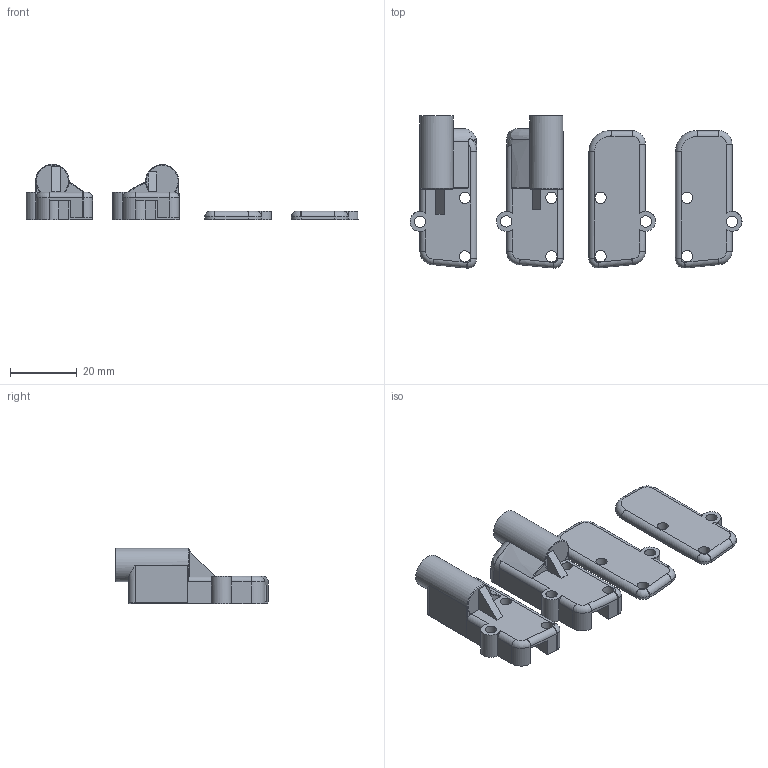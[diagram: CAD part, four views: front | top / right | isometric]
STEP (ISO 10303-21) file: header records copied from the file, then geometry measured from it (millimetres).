
FILE_DESCRIPTION(('HOOPS Exchange Step'),'2;1');
FILE_NAME('temp_export','2024-04-07T13:26:45+02:00',('mobile'),('Shapr3D Limited'),'HOOPS Exchange 2023.2','Shapr3D','Authorized');
FILE_SCHEMA( ('AUTOMOTIVE_DESIGN { 1 0 10303 214 1 1 1 1 }') );
Length unit declared in the file: millimetre
Products named in the file (1): root
Bounding box: 99.77 x 45.74 x 16.62 mm (x, y, z)
Volume: 12455.6 mm3; surface area: 10521.7 mm2
Topology: 4 solids, 4 shells, 194 faces, 527 edges, 342 vertices
Faces by surface type: plane 81, cylinder 71, torus 23, bspline 18, cone 1
Full cylindrical faces by diameter (mm): 3.4 x12, 6.2 x2, 10 x1
Entity records: 9404 total; most frequent: CARTESIAN_POINT 4460, ORIENTED_EDGE 1052, DIRECTION 1003, EDGE_CURVE 526, AXIS2_PLACEMENT_3D 373, VERTEX_POINT 342, VECTOR 257, LINE 257
